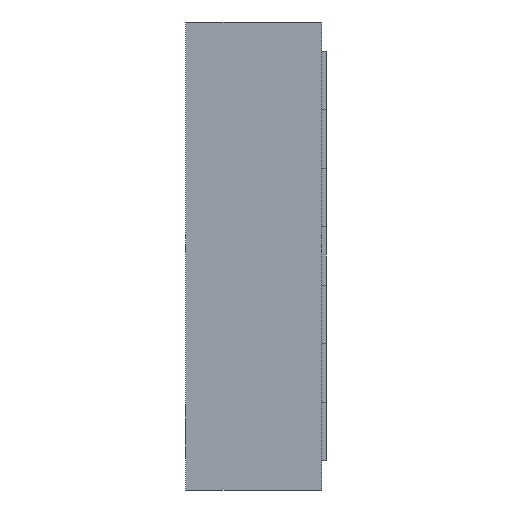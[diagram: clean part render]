
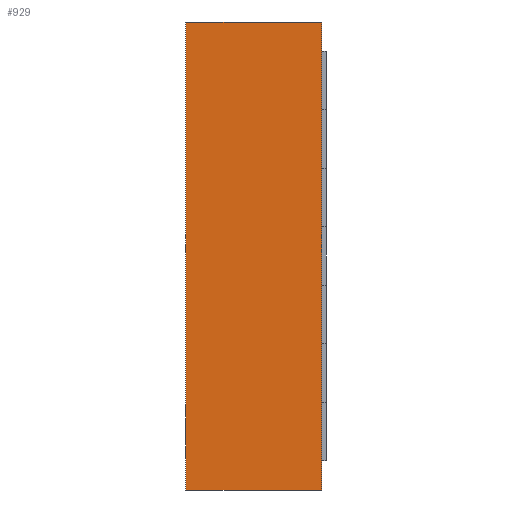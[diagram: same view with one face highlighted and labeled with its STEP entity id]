
A CAD part, left-side view. The second image highlights one B-rep face of the part: STEP entity #929.
In plain terms, the highlighted planar face has unit normal (-1, 0, 0).
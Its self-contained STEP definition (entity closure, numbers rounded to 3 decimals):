
#64=PLANE('',#998);
#117=FACE_OUTER_BOUND('',#179,.T.);
#179=EDGE_LOOP('',(#835,#836,#837,#838));
#302=LINE('',#1471,#423);
#306=LINE('',#1479,#427);
#309=LINE('',#1485,#430);
#310=LINE('',#1486,#431);
#423=VECTOR('',#1204,10.);
#427=VECTOR('',#1210,10.);
#430=VECTOR('',#1215,10.);
#431=VECTOR('',#1216,10.);
#511=VERTEX_POINT('',#1469);
#512=VERTEX_POINT('',#1470);
#515=VERTEX_POINT('',#1478);
#517=VERTEX_POINT('',#1484);
#630=EDGE_CURVE('',#511,#512,#302,.T.);
#634=EDGE_CURVE('',#511,#515,#306,.T.);
#637=EDGE_CURVE('',#512,#517,#309,.T.);
#638=EDGE_CURVE('',#515,#517,#310,.T.);
#835=ORIENTED_EDGE('',*,*,#630,.T.);
#836=ORIENTED_EDGE('',*,*,#637,.T.);
#837=ORIENTED_EDGE('',*,*,#638,.F.);
#838=ORIENTED_EDGE('',*,*,#634,.F.);
#929=ADVANCED_FACE('',(#117),#64,.T.);
#998=AXIS2_PLACEMENT_3D('',#1483,#1213,#1214);
#1204=DIRECTION('',(0.,0.,1.));
#1210=DIRECTION('',(0.,1.,0.));
#1213=DIRECTION('center_axis',(-1.,0.,0.));
#1214=DIRECTION('ref_axis',(0.,0.,1.));
#1215=DIRECTION('',(0.,1.,0.));
#1216=DIRECTION('',(0.,0.,1.));
#1469=CARTESIAN_POINT('',(-1.5,0.02,-1.));
#1470=CARTESIAN_POINT('',(-1.5,0.02,1.));
#1471=CARTESIAN_POINT('',(-1.5,0.02,-0.5));
#1478=CARTESIAN_POINT('',(-1.5,0.6,-1.));
#1479=CARTESIAN_POINT('',(-1.5,0.,-1.));
#1483=CARTESIAN_POINT('Origin',(-1.5,0.,-1.));
#1484=CARTESIAN_POINT('',(-1.5,0.6,1.));
#1485=CARTESIAN_POINT('',(-1.5,0.,1.));
#1486=CARTESIAN_POINT('',(-1.5,0.6,1.));
